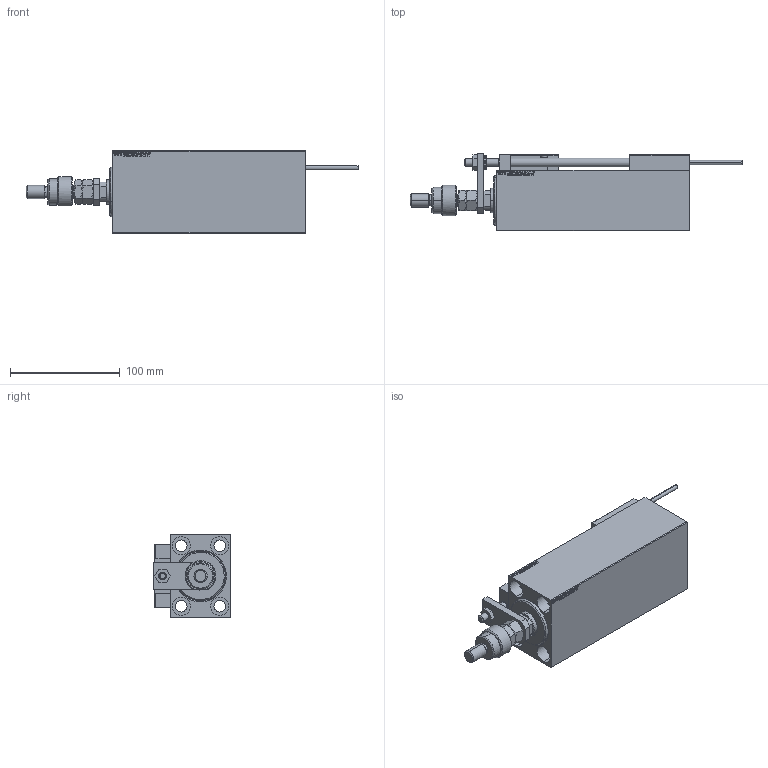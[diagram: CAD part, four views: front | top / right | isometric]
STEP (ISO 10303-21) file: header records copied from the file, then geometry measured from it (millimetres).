
FILE_DESCRIPTION (( 'STEP AP203' ), '1' );
FILE_NAME ('c742.STEP', '2024-02-13T04:06:29', ( '' ), ( '' ), 'SwSTEP 2.0', 'SolidWorks 2019', '' );
FILE_SCHEMA (( 'CONFIG_CONTROL_DESIGN' ));
Length unit declared in the file: millimetre
Products named in the file (18): c742; SWITCH DIM B,W 1a5db48e50374d22ccfc7ed262ef9c77; SWITCH_X_FRONT_BACK 1a5db48e50374d22ccfc7ed262ef9c77; V450CM_C_VCP 1a5db48e50374d22ccfc7ed262ef9c77; ALLEN BOLT D8 1a5db48e50374d22ccfc7ed262ef9c77; X_Y_DFA 1a5db48e50374d22ccfc7ed262ef9c77; TYC_L79 1a5db48e50374d22ccfc7ed262ef9c77; ALLEN BOLT D5 1a5db48e50374d22ccfc7ed262ef9c77; MFA 1a5db48e50374d22ccfc7ed262ef9c77; NUT_D12 1a5db48e50374d22ccfc7ed262ef9c77; MAGNET 1a5db48e50374d22ccfc7ed262ef9c77; SWITCH X 1a5db48e50374d22ccfc7ed262ef9c77; ZARAZKA 1a5db48e50374d22ccfc7ed262ef9c77; Block 1a5db48e50374d22ccfc7ed262ef9c77; V450CM_C_Body 1a5db48e50374d22ccfc7ed262ef9c77; V450CM_VC_B 1a5db48e50374d22ccfc7ed262ef9c77; FEMALE_PART_FOR_DFA 1a5db48e50374d22ccfc7ed262ef9c77; KONCOVKA 1a5db48e50374d22ccfc7ed262ef9c77
Assembly tree (27 placements, depth 3):
  c742
    V450CM_C_Body 1a5db48e50374d22ccfc7ed262ef9c77
    SWITCH X 1a5db48e50374d22ccfc7ed262ef9c77
      SWITCH_X_FRONT_BACK 1a5db48e50374d22ccfc7ed262ef9c77  x2
      TYC_L79 1a5db48e50374d22ccfc7ed262ef9c77
      Block 1a5db48e50374d22ccfc7ed262ef9c77  x2
      ALLEN BOLT D5 1a5db48e50374d22ccfc7ed262ef9c77  x4
      ALLEN BOLT D8 1a5db48e50374d22ccfc7ed262ef9c77  x4
      MAGNET 1a5db48e50374d22ccfc7ed262ef9c77  x2
      KONCOVKA 1a5db48e50374d22ccfc7ed262ef9c77  x2
    NUT_D12 1a5db48e50374d22ccfc7ed262ef9c77
    SWITCH DIM B,W 1a5db48e50374d22ccfc7ed262ef9c77
    ZARAZKA 1a5db48e50374d22ccfc7ed262ef9c77
    V450CM_C_VCP 1a5db48e50374d22ccfc7ed262ef9c77
    V450CM_VC_B 1a5db48e50374d22ccfc7ed262ef9c77
    X_Y_DFA 1a5db48e50374d22ccfc7ed262ef9c77
      FEMALE_PART_FOR_DFA 1a5db48e50374d22ccfc7ed262ef9c77
      MFA 1a5db48e50374d22ccfc7ed262ef9c77
Bounding box: 302 x 70.5 x 75 mm (x, y, z)
Volume: 673820 mm3; surface area: 149542 mm2
Topology: 25 solids, 25 shells, 1357 faces, 3226 edges, 2051 vertices
Faces by surface type: plane 586, bspline 380, cylinder 193, cone 146, torus 48, sphere 4
Entity records: 52688 total; most frequent: CARTESIAN_POINT 26573, ORIENTED_EDGE 5472, DIRECTION 3782, EDGE_CURVE 2736, VERTEX_POINT 1775, VECTOR 1534, LINE 1534, EDGE_LOOP 1267
